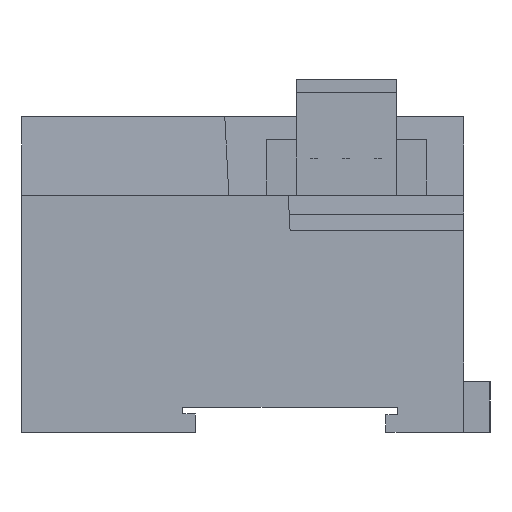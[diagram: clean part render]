
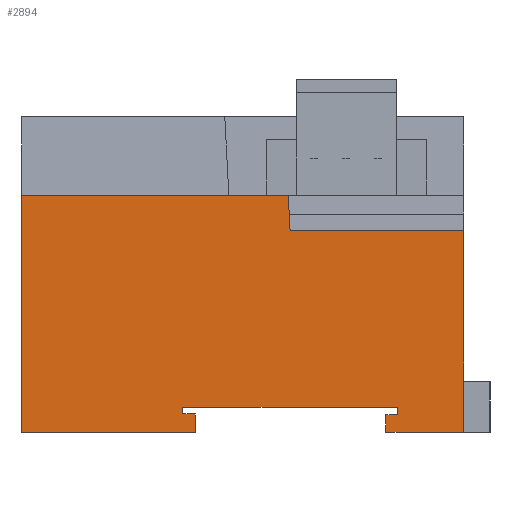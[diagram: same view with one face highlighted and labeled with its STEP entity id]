
A CAD part, left-side view. The second image highlights one B-rep face of the part: STEP entity #2894.
In plain terms, the highlighted planar face has unit normal (-1, 0, 0).
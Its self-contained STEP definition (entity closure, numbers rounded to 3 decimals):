
#87=DIRECTION('',(0.,0.,-1.));
#88=VECTOR('',#87,32.);
#89=CARTESIAN_POINT('',(-90.,-27.5,28.));
#90=LINE('',#89,#88);
#451=DIRECTION('',(0.,0.,1.));
#452=VECTOR('',#451,37.6);
#453=CARTESIAN_POINT('',(-90.,42.5,-4.));
#454=LINE('',#453,#452);
#459=DIRECTION('',(0.,0.,-1.));
#460=VECTOR('',#459,2.9);
#461=CARTESIAN_POINT('',(-90.,15.,-1.1));
#462=LINE('',#461,#460);
#463=DIRECTION('',(0.,-1.,0.));
#464=VECTOR('',#463,12.3);
#465=CARTESIAN_POINT('',(-90.,-15.2,-4.));
#466=LINE('',#465,#464);
#467=DIRECTION('',(0.,1.,0.));
#468=VECTOR('',#467,1.8);
#469=CARTESIAN_POINT('',(-90.,-17.,-1.2));
#470=LINE('',#469,#468);
#471=DIRECTION('',(0.,0.,-1.));
#472=VECTOR('',#471,1.2);
#473=CARTESIAN_POINT('',(-90.,-17.,0.));
#474=LINE('',#473,#472);
#475=DIRECTION('',(0.,0.,1.));
#476=VECTOR('',#475,1.1);
#477=CARTESIAN_POINT('',(-90.,17.,-1.1));
#478=LINE('',#477,#476);
#479=DIRECTION('',(0.,1.,0.));
#480=VECTOR('',#479,2.);
#481=CARTESIAN_POINT('',(-90.,15.,-1.1));
#482=LINE('',#481,#480);
#483=DIRECTION('',(0.,-1.,0.));
#484=VECTOR('',#483,27.5);
#485=CARTESIAN_POINT('',(-90.,42.5,-4.));
#486=LINE('',#485,#484);
#487=DIRECTION('',(0.,1.,0.));
#488=VECTOR('',#487,42.207);
#489=CARTESIAN_POINT('',(-90.,0.293,33.6));
#490=LINE('',#489,#488);
#491=DIRECTION('',(0.,0.052,0.999));
#492=VECTOR('',#491,5.608);
#493=CARTESIAN_POINT('',(-90.,0.,28.));
#494=LINE('',#493,#492);
#495=DIRECTION('',(0.,1.,0.));
#496=VECTOR('',#495,27.5);
#497=CARTESIAN_POINT('',(-90.,-27.5,28.));
#498=LINE('',#497,#496);
#503=DIRECTION('',(0.,0.,1.));
#504=VECTOR('',#503,2.8);
#505=CARTESIAN_POINT('',(-90.,-15.2,-4.));
#506=LINE('',#505,#504);
#519=DIRECTION('',(0.,1.,0.));
#520=VECTOR('',#519,34.);
#521=CARTESIAN_POINT('',(-90.,-17.,0.));
#522=LINE('',#521,#520);
#1863=CARTESIAN_POINT('',(-90.,42.5,33.6));
#1864=VERTEX_POINT('',#1863);
#1865=CARTESIAN_POINT('',(-90.,0.293,33.6));
#1866=VERTEX_POINT('',#1865);
#1899=CARTESIAN_POINT('',(-90.,0.,28.));
#1900=VERTEX_POINT('',#1899);
#1908=CARTESIAN_POINT('',(-90.,-27.5,28.));
#1910=VERTEX_POINT('',#1908);
#1911=CARTESIAN_POINT('',(-90.,-27.5,-4.));
#1912=VERTEX_POINT('',#1911);
#1913=CARTESIAN_POINT('',(-90.,42.5,-4.));
#1914=VERTEX_POINT('',#1913);
#1915=CARTESIAN_POINT('',(-90.,15.,-4.));
#1916=VERTEX_POINT('',#1915);
#1917=CARTESIAN_POINT('',(-90.,15.,-1.1));
#1918=VERTEX_POINT('',#1917);
#1919=CARTESIAN_POINT('',(-90.,17.,-1.1));
#1920=VERTEX_POINT('',#1919);
#1921=CARTESIAN_POINT('',(-90.,17.,0.));
#1922=VERTEX_POINT('',#1921);
#1923=CARTESIAN_POINT('',(-90.,-17.,0.));
#1924=VERTEX_POINT('',#1923);
#1925=CARTESIAN_POINT('',(-90.,-17.,-1.2));
#1926=VERTEX_POINT('',#1925);
#1927=CARTESIAN_POINT('',(-90.,-15.2,-1.2));
#1928=VERTEX_POINT('',#1927);
#1929=CARTESIAN_POINT('',(-90.,-15.2,-4.));
#1930=VERTEX_POINT('',#1929);
#2864=CARTESIAN_POINT('',(-90.,42.5,6.6));
#2865=DIRECTION('',(-1.,0.,0.));
#2866=DIRECTION('',(0.,1.,0.));
#2867=AXIS2_PLACEMENT_3D('',#2864,#2865,#2866);
#2868=PLANE('',#2867);
#2869=ORIENTED_EDGE('',*,*,#2314,.T.);
#2870=ORIENTED_EDGE('',*,*,#2359,.F.);
#2872=ORIENTED_EDGE('',*,*,#2871,.T.);
#2874=ORIENTED_EDGE('',*,*,#2873,.F.);
#2876=ORIENTED_EDGE('',*,*,#2875,.F.);
#2878=ORIENTED_EDGE('',*,*,#2877,.T.);
#2880=ORIENTED_EDGE('',*,*,#2879,.F.);
#2882=ORIENTED_EDGE('',*,*,#2881,.F.);
#2883=ORIENTED_EDGE('',*,*,#2857,.T.);
#2884=ORIENTED_EDGE('',*,*,#2845,.F.);
#2885=ORIENTED_EDGE('',*,*,#2831,.T.);
#2887=ORIENTED_EDGE('',*,*,#2886,.F.);
#2889=ORIENTED_EDGE('',*,*,#2888,.F.);
#2891=ORIENTED_EDGE('',*,*,#2890,.F.);
#2892=EDGE_LOOP('',(#2869,#2870,#2872,#2874,#2876,#2878,#2880,#2882,#2883,#2884,
#2885,#2887,#2889,#2891));
#2893=FACE_OUTER_BOUND('',#2892,.F.);
#2894=ADVANCED_FACE('',(#2893),#2868,.T.);
#2314=EDGE_CURVE('',#1910,#1912,#90,.T.);
#2359=EDGE_CURVE('',#1930,#1912,#466,.T.);
#2831=EDGE_CURVE('',#1914,#1864,#454,.T.);
#2845=EDGE_CURVE('',#1914,#1916,#486,.T.);
#2857=EDGE_CURVE('',#1918,#1916,#462,.T.);
#2871=EDGE_CURVE('',#1930,#1928,#506,.T.);
#2873=EDGE_CURVE('',#1926,#1928,#470,.T.);
#2875=EDGE_CURVE('',#1924,#1926,#474,.T.);
#2877=EDGE_CURVE('',#1924,#1922,#522,.T.);
#2879=EDGE_CURVE('',#1920,#1922,#478,.T.);
#2881=EDGE_CURVE('',#1918,#1920,#482,.T.);
#2886=EDGE_CURVE('',#1866,#1864,#490,.T.);
#2888=EDGE_CURVE('',#1900,#1866,#494,.T.);
#2890=EDGE_CURVE('',#1910,#1900,#498,.T.);
